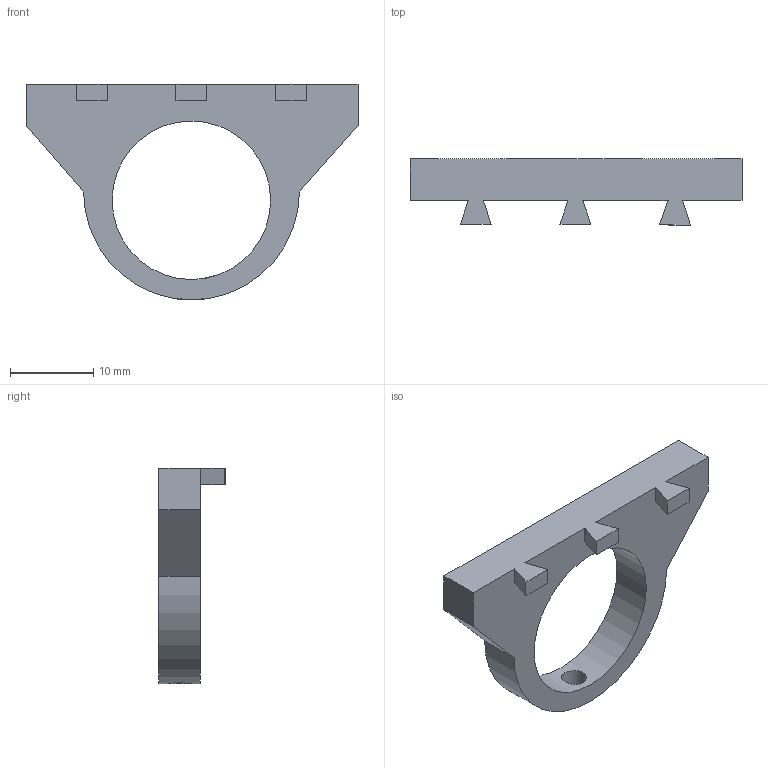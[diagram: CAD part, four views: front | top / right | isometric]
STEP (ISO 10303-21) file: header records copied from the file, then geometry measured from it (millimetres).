
FILE_DESCRIPTION(/* description */ (''),/* implementation_level */ '2;1');
FILE_NAME(/* name */ '567efcae-c626-462a-9ca1-b7d8030aa174.stp',/* time_stamp */ '2019-01-08T13:40:32+00:00',/* author */ (''),/* organization */ (''),/* preprocessor_version */ 'ST-DEVELOPER v17.2',/* originating_system */ 'Autodesk Translation Framework v7.6.0.251',/* authorisation */ '');
FILE_SCHEMA (('AUTOMOTIVE_DESIGN { 1 0 10303 214 3 1 1 }'));
Length unit declared in the file: millimetre
Products named in the file (1): wing bearing mount right
Bounding box: 40 x 7.98 x 26 mm (x, y, z)
Volume: 2245.5 mm3; surface area: 1852.6 mm2
Topology: 1 solids, 1 shells, 27 faces, 80 edges, 55 vertices
Faces by surface type: plane 24, cylinder 3
Full cylindrical faces by diameter (mm): 3 x1, 19.1 x1
Entity records: 1008 total; most frequent: CARTESIAN_POINT 233, ORIENTED_EDGE 160, DIRECTION 137, EDGE_CURVE 80, LINE 69, VECTOR 69, VERTEX_POINT 55, AXIS2_PLACEMENT_3D 34
